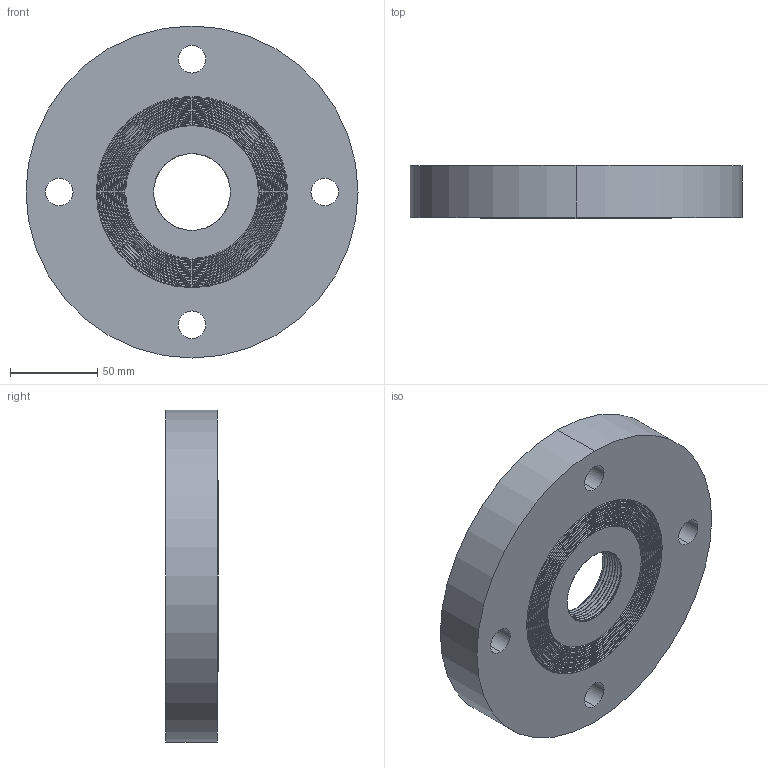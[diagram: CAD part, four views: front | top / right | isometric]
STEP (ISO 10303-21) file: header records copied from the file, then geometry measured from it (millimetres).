
FILE_DESCRIPTION (( 'STEP AP214' ), '1' );
FILE_NAME ('LM53-3850.STEP', '2024-06-24T14:53:39', ( '' ), ( '' ), 'SwSTEP 2.0', 'SolidWorks 2021', '' );
FILE_SCHEMA (( 'AUTOMOTIVE_DESIGN' ));
Length unit declared in the file: inch
Products named in the file (1): LM53-3850
Bounding box: 190.5 x 30.16 x 190.5 mm (x, y, z)
Volume: 581660.6 mm3; surface area: 94515 mm2
Topology: 1 solids, 1 shells, 161 faces, 359 edges, 216 vertices
Faces by surface type: torus 88, cylinder 34, cone 18, plane 18, bspline 3
Entity records: 10288 total; most frequent: CARTESIAN_POINT 6509, DIRECTION 908, ORIENTED_EDGE 718, AXIS2_PLACEMENT_3D 429, EDGE_CURVE 359, CIRCLE 270, VERTEX_POINT 216, EDGE_LOOP 187
